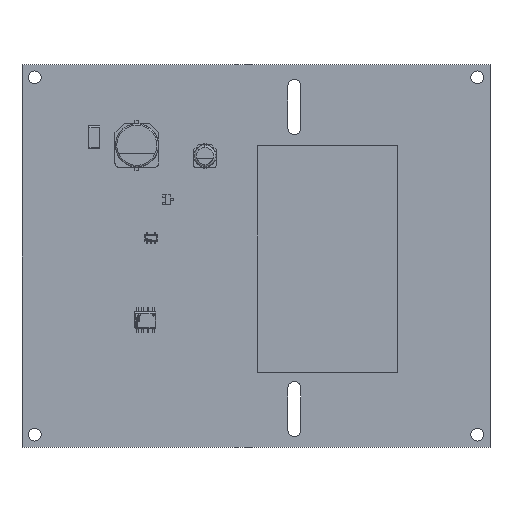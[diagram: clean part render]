
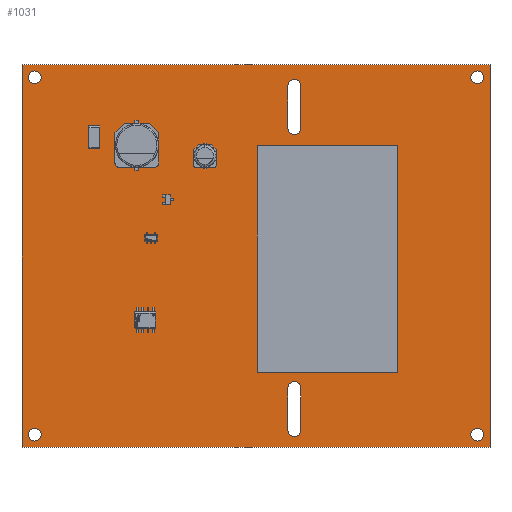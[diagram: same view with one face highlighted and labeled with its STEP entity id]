
A CAD part, top view. The second image highlights one B-rep face of the part: STEP entity #1031.
In plain terms, the highlighted planar face has unit normal (0, 0, 1).
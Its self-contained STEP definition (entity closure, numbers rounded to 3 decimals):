
#88 = VERTEX_POINT('',#89);
#89 = CARTESIAN_POINT('',(0.,0.,0.411));
#95 = EDGE_CURVE('',#88,#96,#98,.T.);
#96 = VERTEX_POINT('',#97);
#97 = CARTESIAN_POINT('',(110.,0.,0.411));
#98 = LINE('',#99,#100);
#99 = CARTESIAN_POINT('',(0.,0.,0.411));
#100 = VECTOR('',#101,1.);
#101 = DIRECTION('',(1.,0.,0.));
#126 = EDGE_CURVE('',#96,#127,#129,.T.);
#127 = VERTEX_POINT('',#128);
#128 = CARTESIAN_POINT('',(110.,90.,0.411));
#129 = LINE('',#130,#131);
#130 = CARTESIAN_POINT('',(110.,0.,0.411));
#131 = VECTOR('',#132,1.);
#132 = DIRECTION('',(0.,1.,0.));
#157 = EDGE_CURVE('',#127,#158,#160,.T.);
#158 = VERTEX_POINT('',#159);
#159 = CARTESIAN_POINT('',(0.,90.,0.411));
#160 = LINE('',#161,#162);
#161 = CARTESIAN_POINT('',(110.,90.,0.411));
#162 = VECTOR('',#163,1.);
#163 = DIRECTION('',(-1.,0.,0.));
#188 = EDGE_CURVE('',#158,#88,#189,.T.);
#189 = LINE('',#190,#191);
#190 = CARTESIAN_POINT('',(0.,90.,0.411));
#191 = VECTOR('',#192,1.);
#192 = DIRECTION('',(0.,-1.,0.));
#212 = VERTEX_POINT('',#213);
#213 = CARTESIAN_POINT('',(4.5,3.,0.411));
#219 = EDGE_CURVE('',#212,#212,#220,.T.);
#220 = CIRCLE('',#221,1.5);
#221 = AXIS2_PLACEMENT_3D('',#222,#223,#224);
#222 = CARTESIAN_POINT('',(3.,3.,0.411));
#223 = DIRECTION('',(0.,0.,1.));
#224 = DIRECTION('',(1.,0.,-0.));
#245 = VERTEX_POINT('',#246);
#246 = CARTESIAN_POINT('',(62.5,49.,0.411));
#252 = EDGE_CURVE('',#245,#253,#255,.T.);
#253 = VERTEX_POINT('',#254);
#254 = CARTESIAN_POINT('',(62.5,39.,0.411));
#255 = LINE('',#256,#257);
#256 = CARTESIAN_POINT('',(62.5,49.,0.411));
#257 = VECTOR('',#258,1.);
#258 = DIRECTION('',(0.,-1.,0.));
#285 = VERTEX_POINT('',#286);
#286 = CARTESIAN_POINT('',(65.5,49.,0.411));
#292 = EDGE_CURVE('',#285,#245,#293,.T.);
#293 = CIRCLE('',#294,1.5);
#294 = AXIS2_PLACEMENT_3D('',#295,#296,#297);
#295 = CARTESIAN_POINT('',(64.,49.,0.411));
#296 = DIRECTION('',(0.,0.,1.));
#297 = DIRECTION('',(1.,0.,-0.));
#318 = VERTEX_POINT('',#319);
#319 = CARTESIAN_POINT('',(65.5,39.,0.411));
#325 = EDGE_CURVE('',#318,#285,#326,.T.);
#326 = LINE('',#327,#328);
#327 = CARTESIAN_POINT('',(65.5,39.,0.411));
#328 = VECTOR('',#329,1.);
#329 = DIRECTION('',(0.,1.,0.));
#347 = EDGE_CURVE('',#253,#318,#348,.T.);
#348 = CIRCLE('',#349,1.5);
#349 = AXIS2_PLACEMENT_3D('',#350,#351,#352);
#350 = CARTESIAN_POINT('',(64.,39.,0.411));
#351 = DIRECTION('',(0.,0.,1.));
#352 = DIRECTION('',(-1.,0.,-0.));
#373 = VERTEX_POINT('',#374);
#374 = CARTESIAN_POINT('',(4.5,87.,0.411));
#380 = EDGE_CURVE('',#373,#373,#381,.T.);
#381 = CIRCLE('',#382,1.5);
#382 = AXIS2_PLACEMENT_3D('',#383,#384,#385);
#383 = CARTESIAN_POINT('',(3.,87.,0.411));
#384 = DIRECTION('',(0.,0.,1.));
#385 = DIRECTION('',(1.,0.,-0.));
#406 = VERTEX_POINT('',#407);
#407 = CARTESIAN_POINT('',(62.5,85.,0.411));
#413 = EDGE_CURVE('',#406,#414,#416,.T.);
#414 = VERTEX_POINT('',#415);
#415 = CARTESIAN_POINT('',(62.5,75.,0.411));
#416 = LINE('',#417,#418);
#417 = CARTESIAN_POINT('',(62.5,85.,0.411));
#418 = VECTOR('',#419,1.);
#419 = DIRECTION('',(0.,-1.,0.));
#446 = VERTEX_POINT('',#447);
#447 = CARTESIAN_POINT('',(65.5,85.,0.411));
#453 = EDGE_CURVE('',#446,#406,#454,.T.);
#454 = CIRCLE('',#455,1.5);
#455 = AXIS2_PLACEMENT_3D('',#456,#457,#458);
#456 = CARTESIAN_POINT('',(64.,85.,0.411));
#457 = DIRECTION('',(0.,0.,1.));
#458 = DIRECTION('',(1.,0.,-0.));
#479 = VERTEX_POINT('',#480);
#480 = CARTESIAN_POINT('',(65.5,75.,0.411));
#486 = EDGE_CURVE('',#479,#446,#487,.T.);
#487 = LINE('',#488,#489);
#488 = CARTESIAN_POINT('',(65.5,75.,0.411));
#489 = VECTOR('',#490,1.);
#490 = DIRECTION('',(0.,1.,0.));
#508 = EDGE_CURVE('',#414,#479,#509,.T.);
#509 = CIRCLE('',#510,1.5);
#510 = AXIS2_PLACEMENT_3D('',#511,#512,#513);
#511 = CARTESIAN_POINT('',(64.,75.,0.411));
#512 = DIRECTION('',(0.,0.,1.));
#513 = DIRECTION('',(-1.,0.,-0.));
#534 = VERTEX_POINT('',#535);
#535 = CARTESIAN_POINT('',(62.5,14.,0.411));
#541 = EDGE_CURVE('',#534,#542,#544,.T.);
#542 = VERTEX_POINT('',#543);
#543 = CARTESIAN_POINT('',(62.5,4.,0.411));
#544 = LINE('',#545,#546);
#545 = CARTESIAN_POINT('',(62.5,14.,0.411));
#546 = VECTOR('',#547,1.);
#547 = DIRECTION('',(0.,-1.,0.));
#574 = VERTEX_POINT('',#575);
#575 = CARTESIAN_POINT('',(65.5,14.,0.411));
#581 = EDGE_CURVE('',#574,#534,#582,.T.);
#582 = CIRCLE('',#583,1.5);
#583 = AXIS2_PLACEMENT_3D('',#584,#585,#586);
#584 = CARTESIAN_POINT('',(64.,14.,0.411));
#585 = DIRECTION('',(0.,0.,1.));
#586 = DIRECTION('',(1.,0.,-0.));
#607 = VERTEX_POINT('',#608);
#608 = CARTESIAN_POINT('',(65.5,4.,0.411));
#614 = EDGE_CURVE('',#607,#574,#615,.T.);
#615 = LINE('',#616,#617);
#616 = CARTESIAN_POINT('',(65.5,4.,0.411));
#617 = VECTOR('',#618,1.);
#618 = DIRECTION('',(0.,1.,0.));
#636 = EDGE_CURVE('',#542,#607,#637,.T.);
#637 = CIRCLE('',#638,1.5);
#638 = AXIS2_PLACEMENT_3D('',#639,#640,#641);
#639 = CARTESIAN_POINT('',(64.,4.,0.411));
#640 = DIRECTION('',(0.,0.,1.));
#641 = DIRECTION('',(-1.,0.,-0.));
#662 = VERTEX_POINT('',#663);
#663 = CARTESIAN_POINT('',(108.5,3.,0.411));
#669 = EDGE_CURVE('',#662,#662,#670,.T.);
#670 = CIRCLE('',#671,1.5);
#671 = AXIS2_PLACEMENT_3D('',#672,#673,#674);
#672 = CARTESIAN_POINT('',(107.,3.,0.411));
#673 = DIRECTION('',(0.,0.,1.));
#674 = DIRECTION('',(1.,0.,-0.));
#695 = VERTEX_POINT('',#696);
#696 = CARTESIAN_POINT('',(62.5,33.,0.411));
#702 = EDGE_CURVE('',#695,#703,#705,.T.);
#703 = VERTEX_POINT('',#704);
#704 = CARTESIAN_POINT('',(62.5,23.,0.411));
#705 = LINE('',#706,#707);
#706 = CARTESIAN_POINT('',(62.5,33.,0.411));
#707 = VECTOR('',#708,1.);
#708 = DIRECTION('',(0.,-1.,0.));
#735 = VERTEX_POINT('',#736);
#736 = CARTESIAN_POINT('',(65.5,33.,0.411));
#742 = EDGE_CURVE('',#735,#695,#743,.T.);
#743 = CIRCLE('',#744,1.5);
#744 = AXIS2_PLACEMENT_3D('',#745,#746,#747);
#745 = CARTESIAN_POINT('',(64.,33.,0.411));
#746 = DIRECTION('',(0.,0.,1.));
#747 = DIRECTION('',(1.,0.,-0.));
#768 = VERTEX_POINT('',#769);
#769 = CARTESIAN_POINT('',(65.5,23.,0.411));
#775 = EDGE_CURVE('',#768,#735,#776,.T.);
#776 = LINE('',#777,#778);
#777 = CARTESIAN_POINT('',(65.5,23.,0.411));
#778 = VECTOR('',#779,1.);
#779 = DIRECTION('',(0.,1.,0.));
#797 = EDGE_CURVE('',#703,#768,#798,.T.);
#798 = CIRCLE('',#799,1.5);
#799 = AXIS2_PLACEMENT_3D('',#800,#801,#802);
#800 = CARTESIAN_POINT('',(64.,23.,0.411));
#801 = DIRECTION('',(0.,0.,1.));
#802 = DIRECTION('',(-1.,0.,-0.));
#823 = VERTEX_POINT('',#824);
#824 = CARTESIAN_POINT('',(62.5,65.,0.411));
#830 = EDGE_CURVE('',#823,#831,#833,.T.);
#831 = VERTEX_POINT('',#832);
#832 = CARTESIAN_POINT('',(62.5,55.,0.411));
#833 = LINE('',#834,#835);
#834 = CARTESIAN_POINT('',(62.5,65.,0.411));
#835 = VECTOR('',#836,1.);
#836 = DIRECTION('',(0.,-1.,0.));
#863 = VERTEX_POINT('',#864);
#864 = CARTESIAN_POINT('',(65.5,65.,0.411));
#870 = EDGE_CURVE('',#863,#823,#871,.T.);
#871 = CIRCLE('',#872,1.5);
#872 = AXIS2_PLACEMENT_3D('',#873,#874,#875);
#873 = CARTESIAN_POINT('',(64.,65.,0.411));
#874 = DIRECTION('',(0.,0.,1.));
#875 = DIRECTION('',(1.,0.,-0.));
#896 = VERTEX_POINT('',#897);
#897 = CARTESIAN_POINT('',(65.5,55.,0.411));
#903 = EDGE_CURVE('',#896,#863,#904,.T.);
#904 = LINE('',#905,#906);
#905 = CARTESIAN_POINT('',(65.5,55.,0.411));
#906 = VECTOR('',#907,1.);
#907 = DIRECTION('',(0.,1.,0.));
#925 = EDGE_CURVE('',#831,#896,#926,.T.);
#926 = CIRCLE('',#927,1.5);
#927 = AXIS2_PLACEMENT_3D('',#928,#929,#930);
#928 = CARTESIAN_POINT('',(64.,55.,0.411));
#929 = DIRECTION('',(0.,0.,1.));
#930 = DIRECTION('',(-1.,0.,-0.));
#951 = VERTEX_POINT('',#952);
#952 = CARTESIAN_POINT('',(108.5,87.,0.411));
#958 = EDGE_CURVE('',#951,#951,#959,.T.);
#959 = CIRCLE('',#960,1.5);
#960 = AXIS2_PLACEMENT_3D('',#961,#962,#963);
#961 = CARTESIAN_POINT('',(107.,87.,0.411));
#962 = DIRECTION('',(0.,0.,1.));
#963 = DIRECTION('',(1.,0.,-0.));
#1031 = ADVANCED_FACE('',(#1032,#1038,#1041,#1047,#1050,#1056,#1062,
    #1065,#1071,#1077),#1080,.T.);
#1032 = FACE_BOUND('',#1033,.T.);
#1033 = EDGE_LOOP('',(#1034,#1035,#1036,#1037));
#1034 = ORIENTED_EDGE('',*,*,#95,.T.);
#1035 = ORIENTED_EDGE('',*,*,#126,.T.);
#1036 = ORIENTED_EDGE('',*,*,#157,.T.);
#1037 = ORIENTED_EDGE('',*,*,#188,.T.);
#1038 = FACE_BOUND('',#1039,.T.);
#1039 = EDGE_LOOP('',(#1040));
#1040 = ORIENTED_EDGE('',*,*,#219,.F.);
#1041 = FACE_BOUND('',#1042,.T.);
#1042 = EDGE_LOOP('',(#1043,#1044,#1045,#1046));
#1043 = ORIENTED_EDGE('',*,*,#252,.F.);
#1044 = ORIENTED_EDGE('',*,*,#292,.F.);
#1045 = ORIENTED_EDGE('',*,*,#325,.F.);
#1046 = ORIENTED_EDGE('',*,*,#347,.F.);
#1047 = FACE_BOUND('',#1048,.T.);
#1048 = EDGE_LOOP('',(#1049));
#1049 = ORIENTED_EDGE('',*,*,#380,.F.);
#1050 = FACE_BOUND('',#1051,.T.);
#1051 = EDGE_LOOP('',(#1052,#1053,#1054,#1055));
#1052 = ORIENTED_EDGE('',*,*,#413,.F.);
#1053 = ORIENTED_EDGE('',*,*,#453,.F.);
#1054 = ORIENTED_EDGE('',*,*,#486,.F.);
#1055 = ORIENTED_EDGE('',*,*,#508,.F.);
#1056 = FACE_BOUND('',#1057,.T.);
#1057 = EDGE_LOOP('',(#1058,#1059,#1060,#1061));
#1058 = ORIENTED_EDGE('',*,*,#541,.F.);
#1059 = ORIENTED_EDGE('',*,*,#581,.F.);
#1060 = ORIENTED_EDGE('',*,*,#614,.F.);
#1061 = ORIENTED_EDGE('',*,*,#636,.F.);
#1062 = FACE_BOUND('',#1063,.T.);
#1063 = EDGE_LOOP('',(#1064));
#1064 = ORIENTED_EDGE('',*,*,#669,.F.);
#1065 = FACE_BOUND('',#1066,.T.);
#1066 = EDGE_LOOP('',(#1067,#1068,#1069,#1070));
#1067 = ORIENTED_EDGE('',*,*,#702,.F.);
#1068 = ORIENTED_EDGE('',*,*,#742,.F.);
#1069 = ORIENTED_EDGE('',*,*,#775,.F.);
#1070 = ORIENTED_EDGE('',*,*,#797,.F.);
#1071 = FACE_BOUND('',#1072,.T.);
#1072 = EDGE_LOOP('',(#1073,#1074,#1075,#1076));
#1073 = ORIENTED_EDGE('',*,*,#830,.F.);
#1074 = ORIENTED_EDGE('',*,*,#870,.F.);
#1075 = ORIENTED_EDGE('',*,*,#903,.F.);
#1076 = ORIENTED_EDGE('',*,*,#925,.F.);
#1077 = FACE_BOUND('',#1078,.T.);
#1078 = EDGE_LOOP('',(#1079));
#1079 = ORIENTED_EDGE('',*,*,#958,.F.);
#1080 = PLANE('',#1081);
#1081 = AXIS2_PLACEMENT_3D('',#1082,#1083,#1084);
#1082 = CARTESIAN_POINT('',(55.,45.,0.411));
#1083 = DIRECTION('',(0.,0.,1.));
#1084 = DIRECTION('',(1.,0.,-0.));
